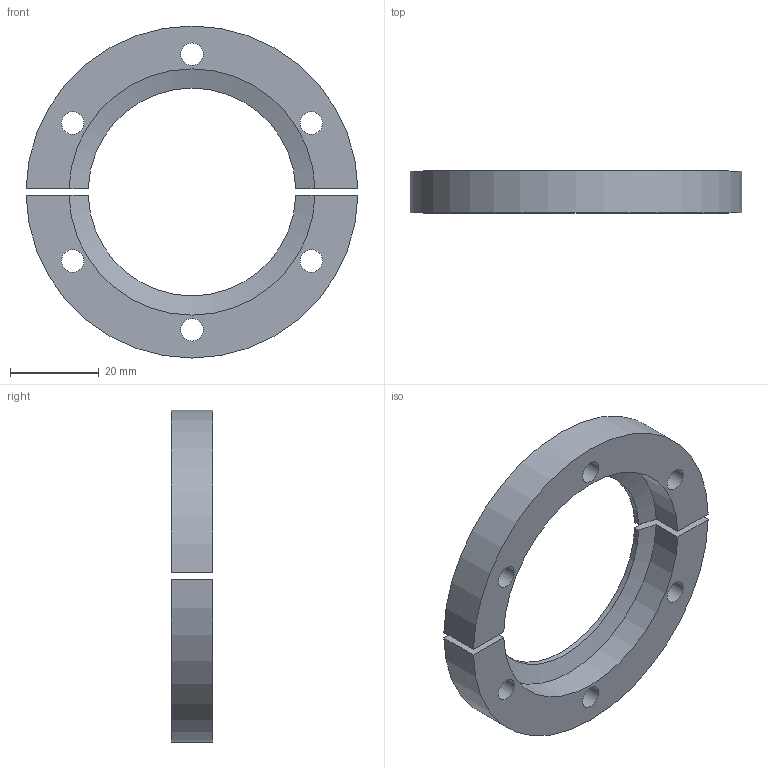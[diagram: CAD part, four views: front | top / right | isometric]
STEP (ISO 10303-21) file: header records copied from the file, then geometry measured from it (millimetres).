
FILE_DESCRIPTION( ( 'Unknown' ), '1' );
FILE_NAME( 'QF40-150-BC.stp', 'Unknown', ( 'Unknown' ), ( 'Unknown' ), 'PSStep 13.0', 'Unknown', ' ' );
FILE_SCHEMA( ( 'AUTOMOTIVE_DESIGN { 1 0 10303 214 1 1 1 1 }' ) );
Length unit declared in the file: millimetre
Products named in the file (2): product_id
Bounding box: 74.66 x 9.4 x 74.68 mm (x, y, z)
Volume: 18417.3 mm3; surface area: 9855.5 mm2
Topology: 2 solids, 2 shells, 22 faces, 54 edges, 36 vertices
Faces by surface type: cylinder 12, plane 8, cone 2
Full cylindrical faces by diameter (mm): 5.08 x6
Entity records: 858 total; most frequent: CARTESIAN_POINT 116, DIRECTION 116, ORIENTED_EDGE 96, AXIS2_PLACEMENT_3D 48, EDGE_CURVE 48, EDGE_LOOP 40, VERTEX_POINT 36, FACE_OUTER_BOUND 28
